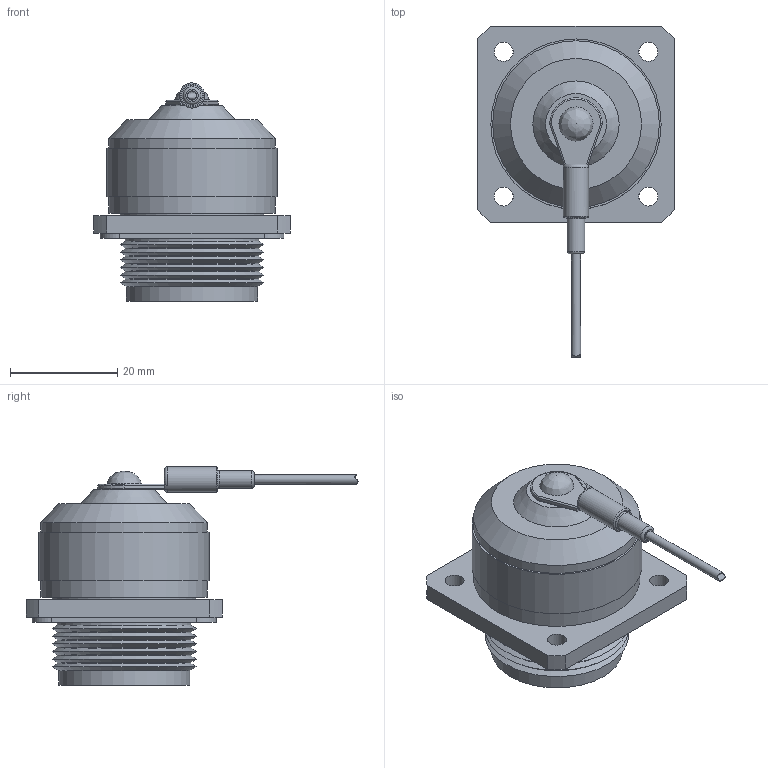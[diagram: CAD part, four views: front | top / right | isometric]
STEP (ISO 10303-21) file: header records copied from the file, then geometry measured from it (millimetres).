
FILE_DESCRIPTION (( 'STEP AP214' ), '1' );
FILE_NAME ('ECSD3103U00.STEP', '2018-01-15T20:21:12', ( '' ), ( '' ), 'SwSTEP 2.0', 'SolidWorks 2014', '' );
FILE_SCHEMA (( 'AUTOMOTIVE_DESIGN' ));
Length unit declared in the file: inch
Products named in the file (5): ECSD3103U00; 3AB10-036-MA1_Cut Lanyard; 3AB10-038; 3AA13-006
Assembly tree (4 placements, depth 2):
  ECSD3103U00
    ECSD3103U00
    3AA13-006
    3AB10-038
    3AB10-036-MA1_Cut Lanyard
Bounding box: 36.58 x 61.9 x 40.69 mm (x, y, z)
Volume: 25242.5 mm3; surface area: 13930.2 mm2
Topology: 5 solids, 5 shells, 227 faces, 558 edges, 358 vertices
Faces by surface type: plane 136, cylinder 52, cone 26, torus 8, bspline 5
Full cylindrical faces by diameter (mm): 1.27 x1, 1.702 x1, 3.302 x1, 3.428 x1, 3.429 x2, 3.531 x4, 3.556 x4, 4.699 x1, 14.732 x2, 22.784 x1, 24.435 x1, 24.943 x12, 26.797 x2, 27.305 x1, 31.064 x2, 31.75 x1, 32.004 x1
Entity records: 10058 total; most frequent: CARTESIAN_POINT 2429, DIRECTION 1037, ORIENTED_EDGE 952, EDGE_CURVE 476, EDGE_LOOP 365, AXIS2_PLACEMENT_3D 358, VERTEX_POINT 345, LINE 321
